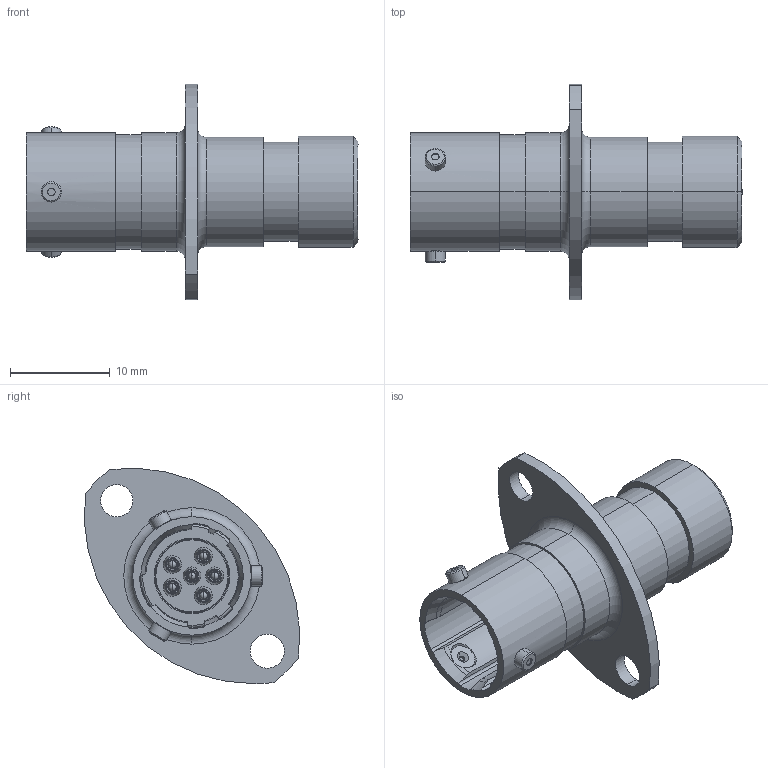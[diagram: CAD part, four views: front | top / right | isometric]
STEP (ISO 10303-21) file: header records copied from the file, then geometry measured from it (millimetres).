
FILE_DESCRIPTION (( 'STEP AP214' ), '1' );
FILE_NAME ('AS008-35PA.STEP', '2019-10-02T09:51:31', ( 'TE Connectivity' ), ( 'TE Connectivity' ), 'SwSTEP 2.0', 'SolidWorks 2016', '' );
FILE_SCHEMA (( 'AUTOMOTIVE_DESIGN' ));
Length unit declared in the file: millimetre
Products named in the file (1): AS008-35PA
Bounding box: 33.31 x 21.59 x 21.61 mm (x, y, z)
Volume: 2404.6 mm3; surface area: 4231.3 mm2
Topology: 15 solids, 15 shells, 448 faces, 974 edges, 583 vertices
Faces by surface type: cylinder 159, torus 135, plane 80, cone 62, sphere 12
Entity records: 17633 total; most frequent: DIRECTION 2456, CARTESIAN_POINT 2386, ORIENTED_EDGE 1904, AXIS2_PLACEMENT_3D 1110, EDGE_CURVE 952, CIRCLE 663, VERTEX_POINT 573, EDGE_LOOP 523
